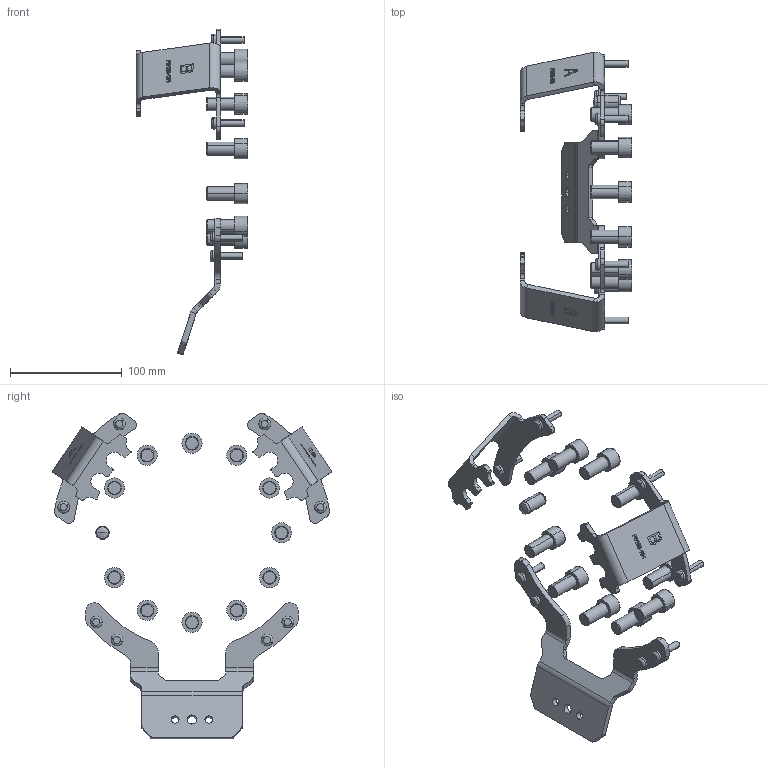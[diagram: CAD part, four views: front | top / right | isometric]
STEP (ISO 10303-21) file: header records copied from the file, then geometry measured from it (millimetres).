
FILE_DESCRIPTION (( 'STEP AP203' ), '1' );
FILE_NAME ('P5509.STEP', '2021-03-02T12:22:19', ( '' ), ( '' ), 'SwSTEP 2.0', 'SolidWorks 2019', '' );
FILE_SCHEMA (( 'CONFIG_CONTROL_DESIGN' ));
Length unit declared in the file: millimetre
Products named in the file (1): P5509
Bounding box: 100 x 250.02 x 290.94 mm (x, y, z)
Volume: 170289.9 mm3; surface area: 87361.6 mm2
Topology: 23 solids, 23 shells, 793 faces, 1908 edges, 1224 vertices
Faces by surface type: plane 346, cylinder 205, bspline 156, torus 54, cone 30, sphere 2
Entity records: 31225 total; most frequent: CARTESIAN_POINT 13256, ORIENTED_EDGE 3812, DIRECTION 3418, EDGE_CURVE 1906, VERTEX_POINT 1224, AXIS2_PLACEMENT_3D 1186, VECTOR 1046, LINE 1046
